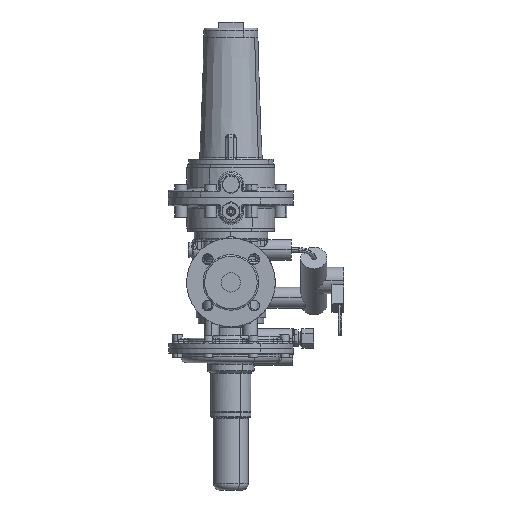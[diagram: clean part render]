
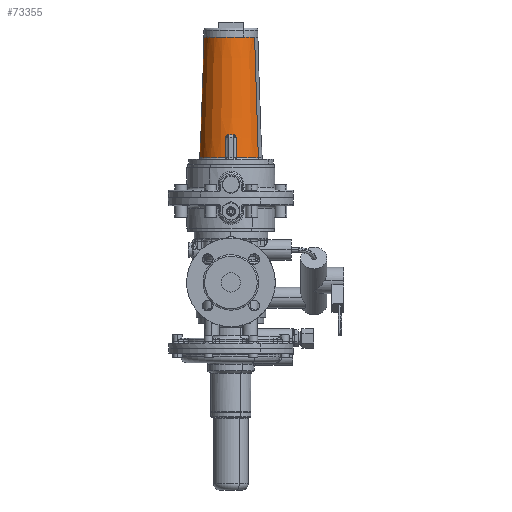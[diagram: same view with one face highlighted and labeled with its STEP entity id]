
A CAD part, left-side view. The second image highlights one B-rep face of the part: STEP entity #73355.
In plain terms, the highlighted conical face has half-angle 2 degrees and reference radius 35 mm.
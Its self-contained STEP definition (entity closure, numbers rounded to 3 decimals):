
#73318=VECTOR('Line Direction',#73317,1.) ;
#73339=VECTOR('Line Direction',#73338,1.) ;
#72175=DIRECTION('Axis2P3D Direction',(0.,0.,-1.)) ;
#72395=DIRECTION('Axis2P3D Direction',(0.,0.,-1.)) ;
#73253=DIRECTION('Axis2P3D Direction',(0.,0.,-1.)) ;
#73254=DIRECTION('Axis2P3D XDirection',(0.479,0.878,0.)) ;
#73285=DIRECTION('Axis2P3D Direction',(0.,0.,1.)) ;
#73317=DIRECTION('Vector Direction',(-0.017,-0.031,-0.999)) ;
#73324=DIRECTION('Axis2P3D Direction',(0.,0.,1.)) ;
#73331=DIRECTION('Axis2P3D Direction',(0.,0.,1.)) ;
#73338=DIRECTION('Vector Direction',(0.017,0.031,-0.999)) ;
#72171=CARTESIAN_POINT('Vertex',(-19.393,-35.498,161.43)) ;
#72174=CARTESIAN_POINT('Axis2P3D Location',(0.,0.,161.43)) ;
#72178=CARTESIAN_POINT('Vertex',(-39.896,-6.67,161.43)) ;
#72364=CARTESIAN_POINT('Vertex',(19.393,35.498,161.43)) ;
#72394=CARTESIAN_POINT('Axis2P3D Location',(0.,0.,161.43)) ;
#72398=CARTESIAN_POINT('Vertex',(-39.896,6.67,161.43)) ;
#73252=CARTESIAN_POINT('Axis2P3D Location',(0.,0.,317.5)) ;
#73258=CARTESIAN_POINT('Control Point',(-39.896,6.67,161.43)) ;
#73259=CARTESIAN_POINT('Control Point',(-39.59,6.668,170.097)) ;
#73260=CARTESIAN_POINT('Control Point',(-39.283,6.666,178.764)) ;
#73261=CARTESIAN_POINT('Control Point',(-38.977,6.663,187.43)) ;
#73262=CARTESIAN_POINT('Vertex',(-38.977,6.663,187.43)) ;
#73266=CARTESIAN_POINT('Control Point',(-39.299,2.855,191.43)) ;
#73267=CARTESIAN_POINT('Control Point',(-39.267,3.293,191.43)) ;
#73268=CARTESIAN_POINT('Control Point',(-39.231,3.73,191.364)) ;
#73269=CARTESIAN_POINT('Control Point',(-39.192,4.165,191.231)) ;
#73270=CARTESIAN_POINT('Control Point',(-39.136,4.738,190.96)) ;
#73271=CARTESIAN_POINT('Control Point',(-39.078,5.292,190.512)) ;
#73272=CARTESIAN_POINT('Control Point',(-39.064,5.428,190.388)) ;
#73273=CARTESIAN_POINT('Control Point',(-39.033,5.717,190.092)) ;
#73274=CARTESIAN_POINT('Control Point',(-39.005,5.993,189.718)) ;
#73275=CARTESIAN_POINT('Control Point',(-38.991,6.136,189.49)) ;
#73276=CARTESIAN_POINT('Control Point',(-38.968,6.378,189.021)) ;
#73277=CARTESIAN_POINT('Control Point',(-38.959,6.563,188.408)) ;
#73278=CARTESIAN_POINT('Control Point',(-38.959,6.629,188.104)) ;
#73279=CARTESIAN_POINT('Control Point',(-38.965,6.663,187.766)) ;
#73280=CARTESIAN_POINT('Control Point',(-38.977,6.663,187.43)) ;
#73281=CARTESIAN_POINT('Vertex',(-39.299,2.855,191.43)) ;
#73284=CARTESIAN_POINT('Axis2P3D Location',(0.,0.,191.43)) ;
#73288=CARTESIAN_POINT('Vertex',(-39.299,-2.855,191.43)) ;
#73292=CARTESIAN_POINT('Control Point',(-38.977,-6.663,187.43)) ;
#73293=CARTESIAN_POINT('Control Point',(-38.97,-6.663,187.633)) ;
#73294=CARTESIAN_POINT('Control Point',(-38.964,-6.651,187.836)) ;
#73295=CARTESIAN_POINT('Control Point',(-38.962,-6.626,188.034)) ;
#73296=CARTESIAN_POINT('Control Point',(-38.959,-6.529,188.566)) ;
#73297=CARTESIAN_POINT('Control Point',(-38.97,-6.371,189.007)) ;
#73298=CARTESIAN_POINT('Control Point',(-38.98,-6.255,189.259)) ;
#73299=CARTESIAN_POINT('Control Point',(-39.007,-5.965,189.783)) ;
#73300=CARTESIAN_POINT('Control Point',(-39.041,-5.644,190.176)) ;
#73301=CARTESIAN_POINT('Control Point',(-39.061,-5.454,190.372)) ;
#73302=CARTESIAN_POINT('Control Point',(-39.126,-4.837,190.912)) ;
#73303=CARTESIAN_POINT('Control Point',(-39.19,-4.193,191.221)) ;
#73304=CARTESIAN_POINT('Control Point',(-39.23,-3.75,191.361)) ;
#73305=CARTESIAN_POINT('Control Point',(-39.266,-3.303,191.43)) ;
#73306=CARTESIAN_POINT('Control Point',(-39.299,-2.855,191.43)) ;
#73307=CARTESIAN_POINT('Vertex',(-38.977,-6.663,187.43)) ;
#73311=CARTESIAN_POINT('Control Point',(-39.896,-6.67,161.43)) ;
#73312=CARTESIAN_POINT('Control Point',(-39.59,-6.668,170.097)) ;
#73313=CARTESIAN_POINT('Control Point',(-39.283,-6.666,178.764)) ;
#73314=CARTESIAN_POINT('Control Point',(-38.977,-6.663,187.43)) ;
#73316=CARTESIAN_POINT('Line Origine',(-8374.245,-15328.953,-498876.779)) ;
#73320=CARTESIAN_POINT('Vertex',(-16.78,-30.715,317.5)) ;
#73323=CARTESIAN_POINT('Axis2P3D Location',(0.,0.,317.5)) ;
#73327=CARTESIAN_POINT('Vertex',(-30.715,-16.78,317.5)) ;
#73330=CARTESIAN_POINT('Axis2P3D Location',(0.,0.,317.5)) ;
#73334=CARTESIAN_POINT('Vertex',(16.78,30.715,317.5)) ;
#73337=CARTESIAN_POINT('Line Origine',(8374.245,15328.953,-498876.779)) ;
#72176=AXIS2_PLACEMENT_3D('Circle Axis2P3D',#72174,#72175,$) ;
#72396=AXIS2_PLACEMENT_3D('Circle Axis2P3D',#72394,#72395,$) ;
#73255=AXIS2_PLACEMENT_3D('Cone Axis2P3D',#73252,#73253,#73254) ;
#73286=AXIS2_PLACEMENT_3D('Circle Axis2P3D',#73284,#73285,$) ;
#73325=AXIS2_PLACEMENT_3D('Circle Axis2P3D',#73323,#73324,$) ;
#73332=AXIS2_PLACEMENT_3D('Circle Axis2P3D',#73330,#73331,$) ;
#72180=EDGE_CURVE('',#72172,#72179,#72177,.T.) ;
#72400=EDGE_CURVE('',#72399,#72365,#72397,.T.) ;
#73264=EDGE_CURVE('',#72399,#73263,#73257,.T.) ;
#73283=EDGE_CURVE('',#73263,#73282,#73265,.F.) ;
#73290=EDGE_CURVE('',#73282,#73289,#73287,.T.) ;
#73309=EDGE_CURVE('',#73289,#73308,#73291,.F.) ;
#73315=EDGE_CURVE('',#73308,#72179,#73310,.F.) ;
#73322=EDGE_CURVE('',#73321,#72172,#73319,.T.) ;
#73329=EDGE_CURVE('',#73328,#73321,#73326,.T.) ;
#73336=EDGE_CURVE('',#73335,#73328,#73333,.T.) ;
#73341=EDGE_CURVE('',#73335,#72365,#73340,.T.) ;
#73343=ORIENTED_EDGE('',*,*,#73264,.T.) ;
#73344=ORIENTED_EDGE('',*,*,#73283,.T.) ;
#73345=ORIENTED_EDGE('',*,*,#73290,.T.) ;
#73346=ORIENTED_EDGE('',*,*,#73309,.T.) ;
#73347=ORIENTED_EDGE('',*,*,#73315,.T.) ;
#73348=ORIENTED_EDGE('',*,*,#72180,.F.) ;
#73349=ORIENTED_EDGE('',*,*,#73322,.F.) ;
#73350=ORIENTED_EDGE('',*,*,#73329,.F.) ;
#73351=ORIENTED_EDGE('',*,*,#73336,.F.) ;
#73352=ORIENTED_EDGE('',*,*,#73341,.T.) ;
#73353=ORIENTED_EDGE('',*,*,#72400,.F.) ;
#73319=LINE('Line',#73316,#73318) ;
#73340=LINE('Line',#73337,#73339) ;
#73355=ADVANCED_FACE('Brep With Voids',(#73354),#73256,.T.) ;
#72177=CIRCLE('generated circle',#72176,40.45) ;
#72397=CIRCLE('generated circle',#72396,40.45) ;
#73287=CIRCLE('generated circle',#73286,39.402) ;
#73326=CIRCLE('generated circle',#73325,35.) ;
#73333=CIRCLE('generated circle',#73332,35.) ;
#73256=CONICAL_SURFACE('Cone',#73255,35.,0.035) ;
#72172=VERTEX_POINT('',#72171) ;
#72179=VERTEX_POINT('',#72178) ;
#72365=VERTEX_POINT('',#72364) ;
#72399=VERTEX_POINT('',#72398) ;
#73263=VERTEX_POINT('',#73262) ;
#73282=VERTEX_POINT('',#73281) ;
#73289=VERTEX_POINT('',#73288) ;
#73308=VERTEX_POINT('',#73307) ;
#73321=VERTEX_POINT('',#73320) ;
#73328=VERTEX_POINT('',#73327) ;
#73335=VERTEX_POINT('',#73334) ;
#73257=B_SPLINE_CURVE_WITH_KNOTS('',3,(#73258,#73259,#73260,#73261),.UNSPECIFIED.,.F.,.U.,(4,4),(0.,36.794),.UNSPECIFIED.) ;
#73265=B_SPLINE_CURVE_WITH_KNOTS('',5,(#73266,#73267,#73268,#73269,#73270,#73271,#73272,#73273,#73274,#73275,#73276,#73277,#73278,#73279,#73280),.UNSPECIFIED.,.F.,.U.,(6,3,3,3,6),(0.,6.349,8.435,10.879,12.806),.UNSPECIFIED.) ;
#73291=B_SPLINE_CURVE_WITH_KNOTS('',5,(#73292,#73293,#73294,#73295,#73296,#73297,#73298,#73299,#73300,#73301,#73302,#73303,#73304,#73305,#73306),.UNSPECIFIED.,.F.,.U.,(6,3,3,3,6),(0.,1.163,3.331,6.316,12.808),.UNSPECIFIED.) ;
#73310=B_SPLINE_CURVE_WITH_KNOTS('',3,(#73311,#73312,#73313,#73314),.UNSPECIFIED.,.F.,.U.,(4,4),(0.,36.794),.UNSPECIFIED.) ;
#73342=EDGE_LOOP('',(#73343,#73344,#73345,#73346,#73347,#73348,#73349,#73350,#73351,#73352,#73353)) ;
#73354=FACE_OUTER_BOUND('',#73342,.T.) ;
